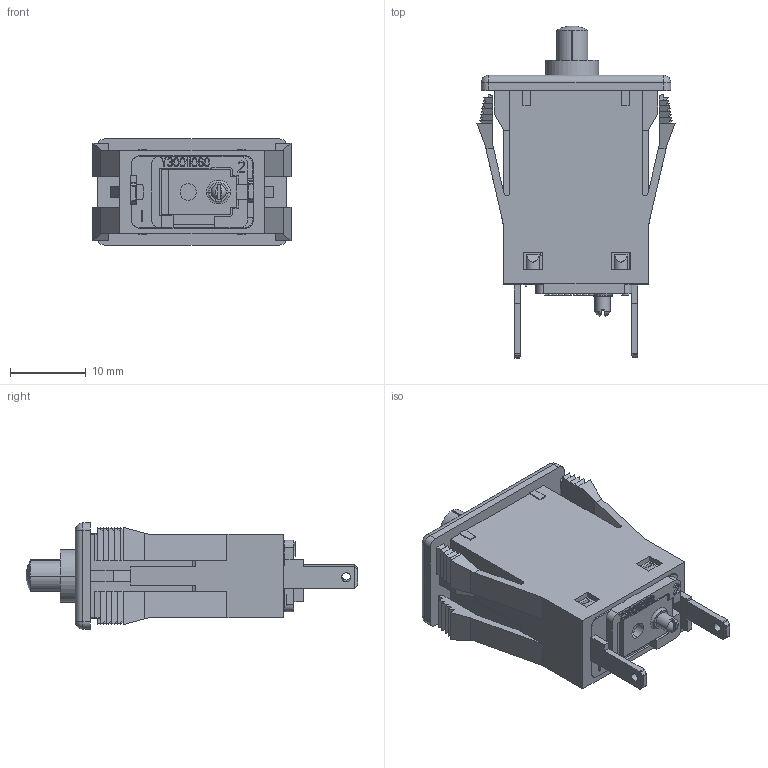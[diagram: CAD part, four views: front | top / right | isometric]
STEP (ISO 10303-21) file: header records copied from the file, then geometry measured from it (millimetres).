
FILE_DESCRIPTION((''),'2;1');
FILE_NAME('DUMMY_105_P30_INDIREKT','2024-02-29T08:40:26',('wschmidt'),(''),'CREO PARAMETRIC BY PTC INC, 2022484','CREO PARAMETRIC BY PTC INC, 2022484','');
FILE_SCHEMA(('AUTOMOTIVE_DESIGN { 1 0 10303 214 1 1 1 1 }'));
Length unit declared in the file: millimetre
Products named in the file (1): DUMMY_105_P30_INDIREKT
Bounding box: 26.1 x 43.76 x 14 mm (x, y, z)
Volume: 6243 mm3; surface area: 4710.5 mm2
Topology: 1 solids, 1 shells, 813 faces, 2354 edges, 1552 vertices
Faces by surface type: plane 709, cylinder 88, sphere 12, torus 4
Entity records: 26947 total; most frequent: CARTESIAN_POINT 4882, ORIENTED_EDGE 4704, DIRECTION 4150, EDGE_CURVE 2352, VECTOR 2106, LINE 2106, VERTEX_POINT 1552, AXIS2_PLACEMENT_3D 1022
